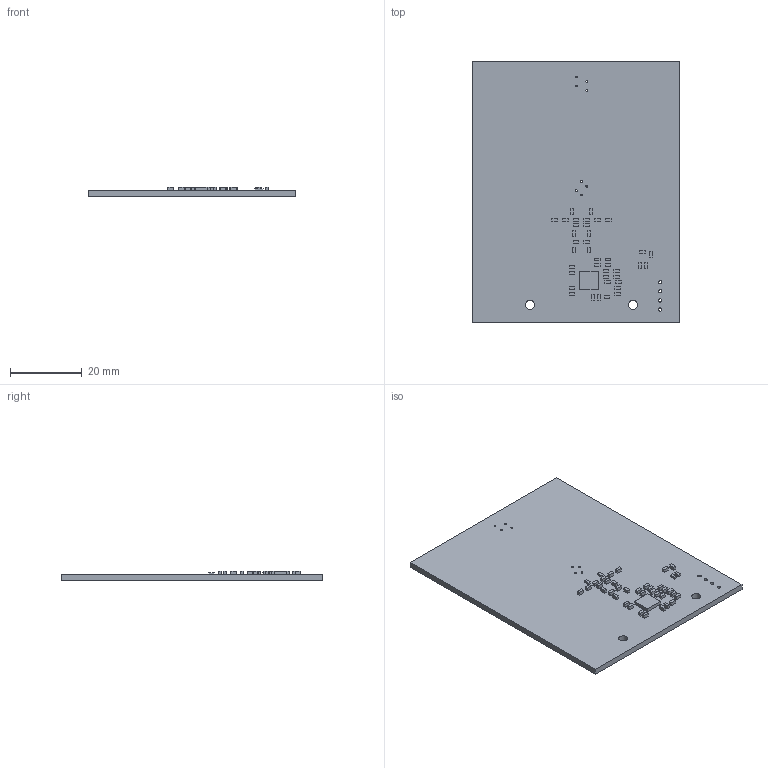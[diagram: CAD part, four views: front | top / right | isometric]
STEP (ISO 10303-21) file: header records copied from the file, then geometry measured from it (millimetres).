
FILE_DESCRIPTION(('Open CASCADE Model'),'2;1');
FILE_NAME('Open CASCADE Shape Model','2022-02-10T12:19:27',('Author'),( 'Open CASCADE'),'Open CASCADE STEP processor 6.8','Open CASCADE 6.8' ,'Unknown');
FILE_SCHEMA(('AUTOMOTIVE_DESIGN { 1 0 10303 214 1 1 1 1 }'));
Length unit declared in the file: millimetre
Products named in the file (51): PCB; Board; Open CASCADE STEP translator 6.8 2.1.1; U1; 6110266048; Extruded; FB1; 6110265728; C26; C25; C24; C23; C22; C21; C20; C19; C17; C14; 6110264928; R3; 6110265888; L2; C18; C16; C32; C31; C30; C29; C28; C27; C4; L1; C11; C10; C9; C8; C7; C6; C5; C3 ...
Assembly tree (86 placements, depth 4):
  PCB
    Board
      Open CASCADE STEP translator 6.8 2.1.1
    U1
      6110266048
        Extruded
    FB1
      6110265728
        Extruded
    C26
      6110265728
        Extruded
    C25
      6110265728
        Extruded
    C24
      6110265728
        Extruded
    C23
      6110265728
        Extruded
    C22
      6110265728
        Extruded
    C21
      6110265728
        Extruded
    C20
      6110265728
        Extruded
    C19
      6110265728
        Extruded
    C17
      6110265728
        Extruded
    C14
      6110264928
        Extruded
    R3
      6110265888
        Extruded
    L2
      6110264928
        Extruded
    C18
      6110264928
        Extruded
    C16
      6110264928
        Extruded
    C32
      6110265728
        Extruded
    C31
      6110265728
        Extruded
    C30
      6110265728
        Extruded
Bounding box: 58.05 x 73.21 x 2.7 mm (x, y, z)
Volume: 7277.2 mm3; surface area: 9337.6 mm2
Topology: 41 solids, 41 shells, 260 faces, 534 edges, 356 vertices
Faces by surface type: plane 246, cylinder 14
Full cylindrical faces by diameter (mm): 0.5 x8, 0.9 x4, 2.5 x2
Entity records: 2552 total; most frequent: DIRECTION 392, CARTESIAN_POINT 301, ORIENTED_EDGE 204, AXIS2_PLACEMENT_3D 159, PRODUCT_DEFINITION_SHAPE 137, EDGE_CURVE 102, CONTEXT_DEPENDENT_SHAPE_REPRESENTATION 86, ITEM_DEFINED_TRANSFORMATION 86
